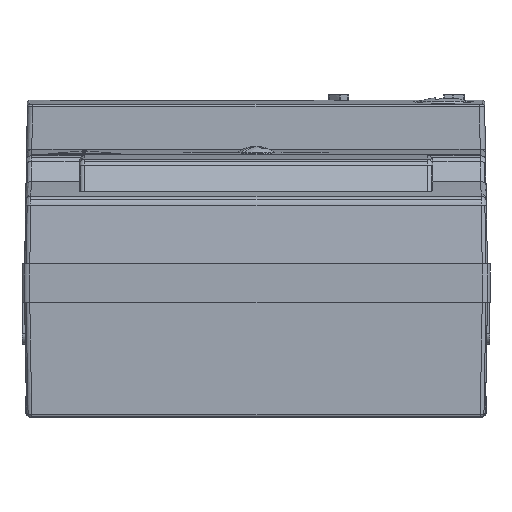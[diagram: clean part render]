
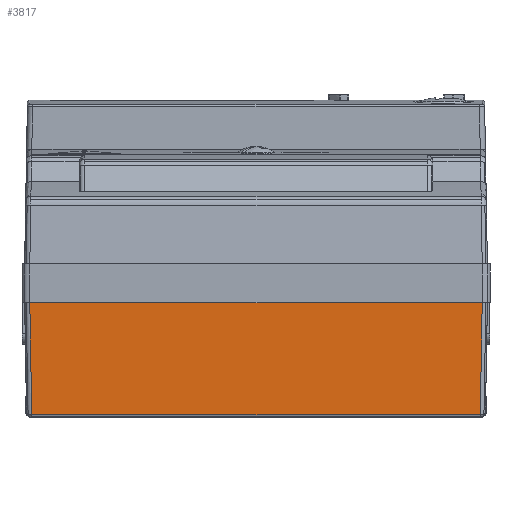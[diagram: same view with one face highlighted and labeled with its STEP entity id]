
A CAD part, front view. The second image highlights one B-rep face of the part: STEP entity #3817.
In plain terms, the highlighted planar face has unit normal (0, -1, -0.018).
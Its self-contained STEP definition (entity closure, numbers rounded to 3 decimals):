
#3817 = ADVANCED_FACE ( 'NONE', ( #69573 ), #121336, .T. ) ;
#9145 = CARTESIAN_POINT ( 'NONE',  ( 874.306, 1650.229, -43.594 ) ) ;
#13580 = VERTEX_POINT ( 'NONE', #9145 ) ;
#15232 = VERTEX_POINT ( 'NONE', #55796 ) ;
#15352 = EDGE_CURVE ( 'NONE', #13580, #15232, #146836, .T. ) ;
#27825 = EDGE_CURVE ( 'NONE', #15232, #155569, #84831, .T. ) ;
#30730 = CARTESIAN_POINT ( 'NONE',  ( 960.555, 1650.229, -43.594 ) ) ;
#31655 = DIRECTION ( 'NONE',  ( 1., 0., 0. ) ) ;
#40472 = AXIS2_PLACEMENT_3D ( 'NONE', #106694, #54930, #31655 ) ;
#45042 = ORIENTED_EDGE ( 'NONE', *, *, #129990, .F. ) ;
#51515 = DIRECTION ( 'NONE',  ( -0.017, 0.017, -1. ) ) ;
#54930 = DIRECTION ( 'NONE',  ( 0., -1., -0.017 ) ) ;
#55796 = CARTESIAN_POINT ( 'NONE',  ( 873.931, 1649.853, -22.085 ) ) ;
#59866 = ORIENTED_EDGE ( 'NONE', *, *, #139750, .F. ) ;
#61897 = CARTESIAN_POINT ( 'NONE',  ( 960.832, 1649.952, -27.751 ) ) ;
#66467 = VECTOR ( 'NONE', #99480, 1000. ) ;
#69573 = FACE_OUTER_BOUND ( 'NONE', #119251, .T. ) ;
#70717 = DIRECTION ( 'NONE',  ( -1., 0., 0. ) ) ;
#84831 = LINE ( 'NONE', #112395, #66467 ) ;
#85969 = ORIENTED_EDGE ( 'NONE', *, *, #15352, .F. ) ;
#93366 = DIRECTION ( 'NONE',  ( -0.017, -0.017, 1. ) ) ;
#99329 = VECTOR ( 'NONE', #93366, 1000. ) ;
#99480 = DIRECTION ( 'NONE',  ( 1., 0., 0. ) ) ;
#106194 = CARTESIAN_POINT ( 'NONE',  ( 960.931, 1649.853, -22.085 ) ) ;
#106694 = CARTESIAN_POINT ( 'NONE',  ( 961.931, 1649.853, -22.085 ) ) ;
#108045 = VECTOR ( 'NONE', #51515, 1000. ) ;
#112395 = CARTESIAN_POINT ( 'NONE',  ( 962.181, 1649.853, -22.085 ) ) ;
#119251 = EDGE_LOOP ( 'NONE', ( #59866, #45042, #168175, #85969 ) ) ;
#120940 = CARTESIAN_POINT ( 'NONE',  ( 874.043, 1649.966, -28.528 ) ) ;
#121336 = PLANE ( 'NONE',  #40472 ) ;
#125014 = LINE ( 'NONE', #150056, #147762 ) ;
#129990 = EDGE_CURVE ( 'NONE', #155569, #155891, #130008, .T. ) ;
#130008 = LINE ( 'NONE', #61897, #108045 ) ;
#139750 = EDGE_CURVE ( 'NONE', #155891, #13580, #125014, .T. ) ;
#146836 = LINE ( 'NONE', #120940, #99329 ) ;
#147762 = VECTOR ( 'NONE', #70717, 1000. ) ;
#150056 = CARTESIAN_POINT ( 'NONE',  ( 961.931, 1650.229, -43.594 ) ) ;
#155569 = VERTEX_POINT ( 'NONE', #106194 ) ;
#155891 = VERTEX_POINT ( 'NONE', #30730 ) ;
#168175 = ORIENTED_EDGE ( 'NONE', *, *, #27825, .F. ) ;
